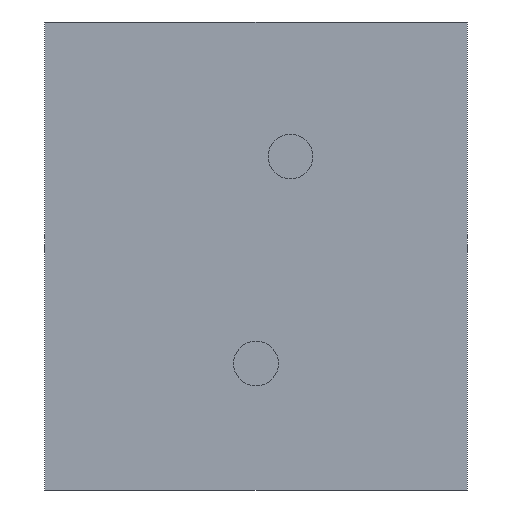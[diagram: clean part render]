
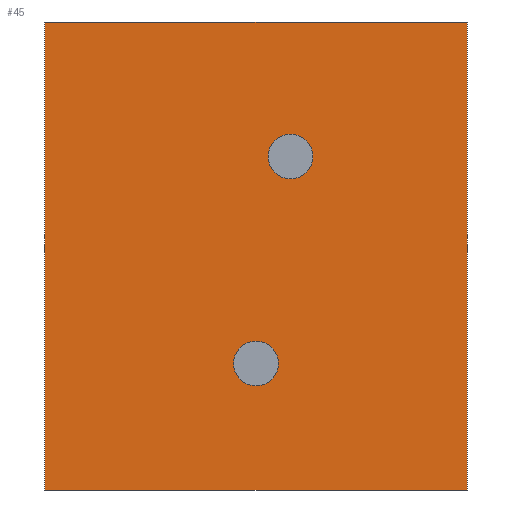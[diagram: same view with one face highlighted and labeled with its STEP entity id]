
A CAD part, front view. The second image highlights one B-rep face of the part: STEP entity #45.
In plain terms, the highlighted planar face has unit normal (0, -1, 0).
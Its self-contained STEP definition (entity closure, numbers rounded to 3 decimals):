
#3 = CARTESIAN_POINT ( 'NONE',  ( 36.7, 0., 40.7 ) ) ;
#10 = LINE ( 'NONE', #49, #133 ) ;
#13 = LINE ( 'NONE', #212, #282 ) ;
#15 = AXIS2_PLACEMENT_3D ( 'NONE', #358, #185, #154 ) ;
#17 = ORIENTED_EDGE ( 'NONE', *, *, #89, .F. ) ;
#27 = EDGE_CURVE ( 'NONE', #121, #313, #134, .T. ) ;
#30 = AXIS2_PLACEMENT_3D ( 'NONE', #36, #248, #227 ) ;
#36 = CARTESIAN_POINT ( 'NONE',  ( 0., 0., 40.7 ) ) ;
#41 = EDGE_CURVE ( 'NONE', #284, #186, #47, .T. ) ;
#43 = CARTESIAN_POINT ( 'NONE',  ( 18.35, 0., 11. ) ) ;
#44 = CARTESIAN_POINT ( 'NONE',  ( 21.35, 0., 27.05 ) ) ;
#45 = ADVANCED_FACE ( 'NONE', ( #322, #55, #110 ), #290, .F. ) ;
#46 = CARTESIAN_POINT ( 'NONE',  ( 21.35, 0., 29. ) ) ;
#47 = CIRCLE ( 'NONE', #324, 1.95 ) ;
#49 = CARTESIAN_POINT ( 'NONE',  ( 0., 0., 0. ) ) ;
#55 = FACE_BOUND ( 'NONE', #91, .T. ) ;
#60 = CIRCLE ( 'NONE', #15, 1.95 ) ;
#61 = VECTOR ( 'NONE', #288, 1000. ) ;
#67 = ORIENTED_EDGE ( 'NONE', *, *, #27, .T. ) ;
#77 = DIRECTION ( 'NONE',  ( 1., 0., 0. ) ) ;
#86 = CARTESIAN_POINT ( 'NONE',  ( 0., 0., 0. ) ) ;
#87 = CARTESIAN_POINT ( 'NONE',  ( 21.35, 0., 30.95 ) ) ;
#89 = EDGE_CURVE ( 'NONE', #186, #284, #354, .T. ) ;
#90 = VECTOR ( 'NONE', #77, 1000. ) ;
#91 = EDGE_LOOP ( 'NONE', ( #314, #143 ) ) ;
#92 = ORIENTED_EDGE ( 'NONE', *, *, #153, .T. ) ;
#103 = CARTESIAN_POINT ( 'NONE',  ( 21.35, 0., 29. ) ) ;
#106 = EDGE_CURVE ( 'NONE', #335, #356, #13, .T. ) ;
#110 = FACE_OUTER_BOUND ( 'NONE', #130, .T. ) ;
#113 = CARTESIAN_POINT ( 'NONE',  ( 36.7, 0., 0. ) ) ;
#116 = AXIS2_PLACEMENT_3D ( 'NONE', #46, #233, #229 ) ;
#121 = VERTEX_POINT ( 'NONE', #209 ) ;
#130 = EDGE_LOOP ( 'NONE', ( #92, #224, #249, #67 ) ) ;
#133 = VECTOR ( 'NONE', #295, 1000. ) ;
#134 = LINE ( 'NONE', #202, #61 ) ;
#135 = EDGE_CURVE ( 'NONE', #319, #306, #362, .T. ) ;
#136 = EDGE_LOOP ( 'NONE', ( #174, #17 ) ) ;
#143 = ORIENTED_EDGE ( 'NONE', *, *, #135, .F. ) ;
#153 = EDGE_CURVE ( 'NONE', #313, #356, #10, .T. ) ;
#154 = DIRECTION ( 'NONE',  ( 0., 0., 1. ) ) ;
#160 = CARTESIAN_POINT ( 'NONE',  ( 18.35, 0., 12.95 ) ) ;
#161 = CARTESIAN_POINT ( 'NONE',  ( 18.35, 0., 9.05 ) ) ;
#174 = ORIENTED_EDGE ( 'NONE', *, *, #41, .F. ) ;
#180 = DIRECTION ( 'NONE',  ( 0., 0., -1. ) ) ;
#185 = DIRECTION ( 'NONE',  ( 0., -1., 0. ) ) ;
#186 = VERTEX_POINT ( 'NONE', #44 ) ;
#188 = EDGE_CURVE ( 'NONE', #121, #335, #316, .T. ) ;
#198 = EDGE_CURVE ( 'NONE', #306, #319, #60, .T. ) ;
#202 = CARTESIAN_POINT ( 'NONE',  ( 0., 0., 40.7 ) ) ;
#204 = DIRECTION ( 'NONE',  ( 0., -1., 0. ) ) ;
#209 = CARTESIAN_POINT ( 'NONE',  ( 0., 0., 40.7 ) ) ;
#211 = DIRECTION ( 'NONE',  ( 0., 0., 1. ) ) ;
#212 = CARTESIAN_POINT ( 'NONE',  ( 36.7, 0., 40.7 ) ) ;
#224 = ORIENTED_EDGE ( 'NONE', *, *, #106, .F. ) ;
#227 = DIRECTION ( 'NONE',  ( 0., 0., 1. ) ) ;
#229 = DIRECTION ( 'NONE',  ( 0., 0., 1. ) ) ;
#231 = DIRECTION ( 'NONE',  ( 0., -1., 0. ) ) ;
#233 = DIRECTION ( 'NONE',  ( 0., -1., 0. ) ) ;
#248 = DIRECTION ( 'NONE',  ( 0., 1., 0. ) ) ;
#249 = ORIENTED_EDGE ( 'NONE', *, *, #188, .F. ) ;
#254 = CARTESIAN_POINT ( 'NONE',  ( 0., 0., 40.7 ) ) ;
#282 = VECTOR ( 'NONE', #180, 1000. ) ;
#284 = VERTEX_POINT ( 'NONE', #87 ) ;
#288 = DIRECTION ( 'NONE',  ( 0., 0., -1. ) ) ;
#290 = PLANE ( 'NONE',  #30 ) ;
#295 = DIRECTION ( 'NONE',  ( 1., 0., 0. ) ) ;
#297 = AXIS2_PLACEMENT_3D ( 'NONE', #43, #231, #211 ) ;
#306 = VERTEX_POINT ( 'NONE', #160 ) ;
#313 = VERTEX_POINT ( 'NONE', #86 ) ;
#314 = ORIENTED_EDGE ( 'NONE', *, *, #198, .F. ) ;
#316 = LINE ( 'NONE', #254, #90 ) ;
#319 = VERTEX_POINT ( 'NONE', #161 ) ;
#320 = DIRECTION ( 'NONE',  ( 0., 0., 1. ) ) ;
#322 = FACE_BOUND ( 'NONE', #136, .T. ) ;
#324 = AXIS2_PLACEMENT_3D ( 'NONE', #103, #204, #320 ) ;
#335 = VERTEX_POINT ( 'NONE', #3 ) ;
#354 = CIRCLE ( 'NONE', #116, 1.95 ) ;
#356 = VERTEX_POINT ( 'NONE', #113 ) ;
#358 = CARTESIAN_POINT ( 'NONE',  ( 18.35, 0., 11. ) ) ;
#362 = CIRCLE ( 'NONE', #297, 1.95 ) ;
